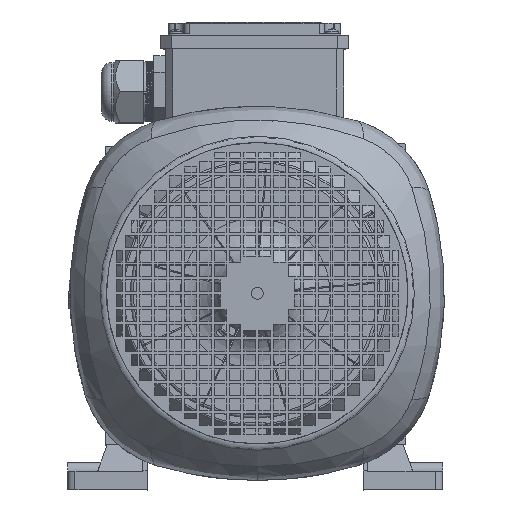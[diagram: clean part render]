
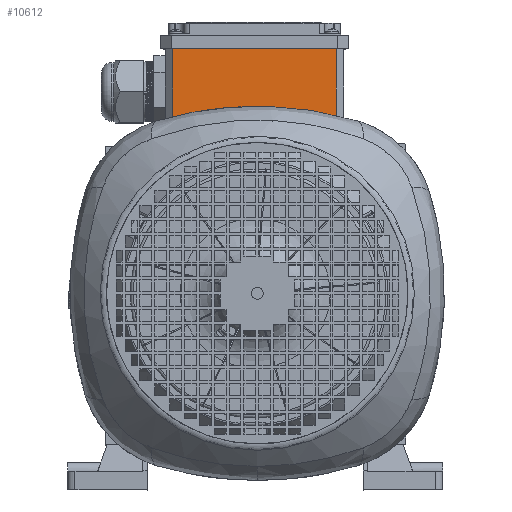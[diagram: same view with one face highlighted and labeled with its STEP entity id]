
A CAD part, top view. The second image highlights one B-rep face of the part: STEP entity #10612.
In plain terms, the highlighted planar face has unit normal (0, 0, 1).
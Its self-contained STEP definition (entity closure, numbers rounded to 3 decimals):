
#10612=ADVANCED_FACE('',(#17739),#14392,.T.);
#14392=PLANE('',#88804);
#17739=FACE_OUTER_BOUND('',#22275,.T.);
#22275=EDGE_LOOP('',(#34831,#34832,#34833,#34834,#34835,#34836,#34837,#34838,
#34839,#34840,#34841,#34842,#34843,#34844,#34845,#34846,#34847,#34848));
#34831=ORIENTED_EDGE('',*,*,#63928,.T.);
#34832=ORIENTED_EDGE('',*,*,#63815,.T.);
#34833=ORIENTED_EDGE('',*,*,#59693,.T.);
#34834=ORIENTED_EDGE('',*,*,#63808,.T.);
#34835=ORIENTED_EDGE('',*,*,#59697,.T.);
#34836=ORIENTED_EDGE('',*,*,#63809,.T.);
#34837=ORIENTED_EDGE('',*,*,#59701,.T.);
#34838=ORIENTED_EDGE('',*,*,#63810,.T.);
#34839=ORIENTED_EDGE('',*,*,#59705,.T.);
#34840=ORIENTED_EDGE('',*,*,#63811,.T.);
#34841=ORIENTED_EDGE('',*,*,#59709,.T.);
#34842=ORIENTED_EDGE('',*,*,#63812,.T.);
#34843=ORIENTED_EDGE('',*,*,#59713,.T.);
#34844=ORIENTED_EDGE('',*,*,#63813,.T.);
#34845=ORIENTED_EDGE('',*,*,#59717,.T.);
#34846=ORIENTED_EDGE('',*,*,#63927,.T.);
#34847=ORIENTED_EDGE('',*,*,#63930,.F.);
#34848=ORIENTED_EDGE('',*,*,#63931,.T.);
#51371=VERTEX_POINT('',#112039);
#51372=VERTEX_POINT('',#112040);
#51375=VERTEX_POINT('',#112048);
#51376=VERTEX_POINT('',#112049);
#51379=VERTEX_POINT('',#112057);
#51380=VERTEX_POINT('',#112058);
#51383=VERTEX_POINT('',#112066);
#51384=VERTEX_POINT('',#112067);
#51387=VERTEX_POINT('',#112075);
#51388=VERTEX_POINT('',#112076);
#51391=VERTEX_POINT('',#112084);
#51392=VERTEX_POINT('',#112085);
#51395=VERTEX_POINT('',#112093);
#51396=VERTEX_POINT('',#112094);
#54064=VERTEX_POINT('',#129956);
#54143=VERTEX_POINT('',#130493);
#54144=VERTEX_POINT('',#130497);
#54145=VERTEX_POINT('',#130501);
#59693=EDGE_CURVE('',#51371,#51372,#72116,.T.);
#59697=EDGE_CURVE('',#51375,#51376,#72120,.T.);
#59701=EDGE_CURVE('',#51379,#51380,#72124,.T.);
#59705=EDGE_CURVE('',#51383,#51384,#72128,.T.);
#59709=EDGE_CURVE('',#51387,#51388,#72132,.T.);
#59713=EDGE_CURVE('',#51391,#51392,#72136,.T.);
#59717=EDGE_CURVE('',#51395,#51396,#72140,.T.);
#63808=EDGE_CURVE('',#51372,#51375,#74224,.T.);
#63809=EDGE_CURVE('',#51376,#51379,#74225,.T.);
#63810=EDGE_CURVE('',#51380,#51383,#74226,.T.);
#63811=EDGE_CURVE('',#51384,#51387,#74227,.T.);
#63812=EDGE_CURVE('',#51388,#51391,#74228,.T.);
#63813=EDGE_CURVE('',#51392,#51395,#74229,.T.);
#63815=EDGE_CURVE('',#54064,#51371,#74231,.T.);
#63927=EDGE_CURVE('',#51396,#54143,#74251,.T.);
#63928=EDGE_CURVE('',#54144,#54064,#74252,.T.);
#63930=EDGE_CURVE('',#54145,#54143,#74254,.T.);
#63931=EDGE_CURVE('',#54145,#54144,#74255,.T.);
#72116=LINE('',#112038,#79234);
#72120=LINE('',#112047,#79238);
#72124=LINE('',#112056,#79242);
#72128=LINE('',#112065,#79246);
#72132=LINE('',#112074,#79250);
#72136=LINE('',#112083,#79254);
#72140=LINE('',#112092,#79258);
#74224=LINE('',#129943,#81350);
#74225=LINE('',#129945,#81351);
#74226=LINE('',#129947,#81352);
#74227=LINE('',#129949,#81353);
#74228=LINE('',#129951,#81354);
#74229=LINE('',#129953,#81355);
#74231=LINE('',#129957,#81357);
#74251=LINE('',#130494,#81377);
#74252=LINE('',#130496,#81378);
#74254=LINE('',#130500,#81380);
#74255=LINE('',#130502,#81381);
#79234=VECTOR('',#92598,1.);
#79238=VECTOR('',#92604,1.);
#79242=VECTOR('',#92610,1.);
#79246=VECTOR('',#92616,1.);
#79250=VECTOR('',#92622,1.);
#79254=VECTOR('',#92628,1.);
#79258=VECTOR('',#92634,1.);
#81350=VECTOR('',#99662,1.);
#81351=VECTOR('',#99665,1.);
#81352=VECTOR('',#99668,1.);
#81353=VECTOR('',#99671,1.);
#81354=VECTOR('',#99674,1.);
#81355=VECTOR('',#99677,1.);
#81357=VECTOR('',#99681,1.);
#81377=VECTOR('',#99873,1.);
#81378=VECTOR('',#99876,1.);
#81380=VECTOR('',#99880,1.);
#81381=VECTOR('',#99881,1.);
#88804=AXIS2_PLACEMENT_3D('',#130503,#99882,#99883);
#92598=DIRECTION('',(1.,0.,0.));
#92604=DIRECTION('',(1.,0.,0.));
#92610=DIRECTION('',(1.,0.,0.));
#92616=DIRECTION('',(1.,0.,0.));
#92622=DIRECTION('',(1.,0.,0.));
#92628=DIRECTION('',(1.,0.,0.));
#92634=DIRECTION('',(1.,0.,0.));
#99662=DIRECTION('',(1.,0.,0.));
#99665=DIRECTION('',(1.,0.,0.));
#99668=DIRECTION('',(1.,0.,0.));
#99671=DIRECTION('',(1.,0.,0.));
#99674=DIRECTION('',(1.,0.,0.));
#99677=DIRECTION('',(1.,0.,0.));
#99681=DIRECTION('',(1.,0.,0.));
#99873=DIRECTION('',(1.,0.,0.));
#99876=DIRECTION('',(0.,-1.,0.));
#99880=DIRECTION('',(0.,-1.,0.));
#99881=DIRECTION('',(-1.,0.,0.));
#99882=DIRECTION('',(0.,0.,1.));
#99883=DIRECTION('',(1.,0.,0.));
#112038=CARTESIAN_POINT('',(-55.5,108.,245.4));
#112039=CARTESIAN_POINT('',(-42.587,108.,245.4));
#112040=CARTESIAN_POINT('',(-40.421,108.,245.4));
#112047=CARTESIAN_POINT('',(-55.5,108.,245.4));
#112048=CARTESIAN_POINT('',(-28.657,108.,245.4));
#112049=CARTESIAN_POINT('',(-26.343,108.,245.4));
#112056=CARTESIAN_POINT('',(-55.5,108.,245.4));
#112057=CARTESIAN_POINT('',(-14.692,108.,245.4));
#112058=CARTESIAN_POINT('',(-12.308,108.,245.4));
#112065=CARTESIAN_POINT('',(-55.5,108.,245.4));
#112066=CARTESIAN_POINT('',(-1.709,108.,245.4));
#112067=CARTESIAN_POINT('',(0.709,108.,245.4));
#112074=CARTESIAN_POINT('',(-55.5,108.,245.4));
#112075=CARTESIAN_POINT('',(11.308,108.,245.4));
#112076=CARTESIAN_POINT('',(13.692,108.,245.4));
#112083=CARTESIAN_POINT('',(-55.5,108.,245.4));
#112084=CARTESIAN_POINT('',(25.343,108.,245.4));
#112085=CARTESIAN_POINT('',(27.657,108.,245.4));
#112092=CARTESIAN_POINT('',(-55.5,108.,245.4));
#112093=CARTESIAN_POINT('',(39.421,108.,245.4));
#112094=CARTESIAN_POINT('',(41.587,108.,245.4));
#129943=CARTESIAN_POINT('',(-55.5,108.,245.4));
#129945=CARTESIAN_POINT('',(-55.5,108.,245.4));
#129947=CARTESIAN_POINT('',(-55.5,108.,245.4));
#129949=CARTESIAN_POINT('',(-55.5,108.,245.4));
#129951=CARTESIAN_POINT('',(-55.5,108.,245.4));
#129953=CARTESIAN_POINT('',(-55.5,108.,245.4));
#129956=CARTESIAN_POINT('',(-55.5,108.,245.4));
#129957=CARTESIAN_POINT('',(-55.5,108.,245.4));
#130493=CARTESIAN_POINT('',(54.5,108.,245.4));
#130494=CARTESIAN_POINT('',(-55.5,108.,245.4));
#130496=CARTESIAN_POINT('',(-55.5,165.,245.4));
#130497=CARTESIAN_POINT('',(-55.5,165.,245.4));
#130500=CARTESIAN_POINT('',(54.5,165.,245.4));
#130501=CARTESIAN_POINT('',(54.5,165.,245.4));
#130502=CARTESIAN_POINT('',(54.5,165.,245.4));
#130503=CARTESIAN_POINT('',(54.6,165.1,245.4));
